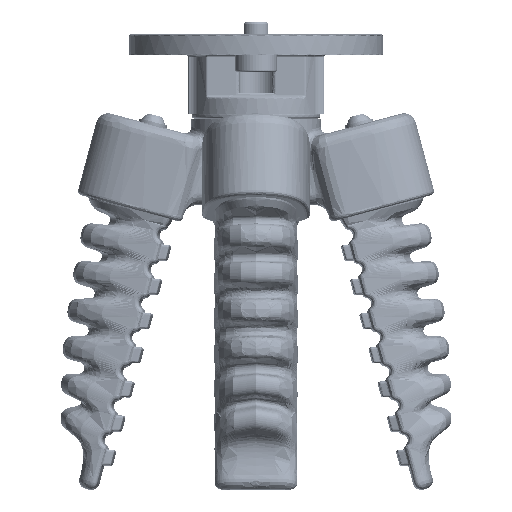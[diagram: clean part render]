
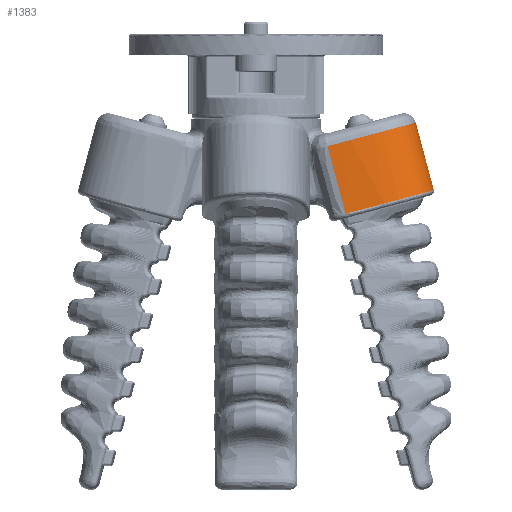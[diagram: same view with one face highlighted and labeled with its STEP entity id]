
A CAD part, front view. The second image highlights one B-rep face of the part: STEP entity #1383.
In plain terms, the highlighted free-form (B-spline) face has degree [3, 1] with [11, 2] control points.
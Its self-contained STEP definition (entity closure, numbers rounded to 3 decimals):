
#1180 = VERTEX_POINT('',#1181);
#1181 = CARTESIAN_POINT('',(31.378,8.533,
    -88.449));
#1212 = EDGE_CURVE('',#1180,#1213,#1215,.T.);
#1213 = VERTEX_POINT('',#1214);
#1214 = CARTESIAN_POINT('',(27.544,8.533,
    -74.14));
#1215 = B_SPLINE_CURVE_WITH_KNOTS('',1,(#1216,#1217),.UNSPECIFIED.,.F.,
  .F.,(2,2),(1.,17.8),.PIECEWISE_BEZIER_KNOTS.);
#1216 = CARTESIAN_POINT('',(31.378,8.533,
    -88.449));
#1217 = CARTESIAN_POINT('',(27.544,8.533,
    -74.14));
#1281 = EDGE_CURVE('',#1282,#1284,#1286,.T.);
#1282 = VERTEX_POINT('',#1283);
#1283 = CARTESIAN_POINT('',(8.831,-2.926,
    -79.154));
#1284 = VERTEX_POINT('',#1285);
#1285 = CARTESIAN_POINT('',(12.665,-2.926,
    -93.463));
#1286 = B_SPLINE_CURVE_WITH_KNOTS('',1,(#1287,#1288),.UNSPECIFIED.,.F.,
  .F.,(2,2),(23.2,40.),.PIECEWISE_BEZIER_KNOTS.);
#1287 = CARTESIAN_POINT('',(8.831,-2.926,
    -79.154));
#1288 = CARTESIAN_POINT('',(12.665,-2.926,
    -93.463));
#1383 = ADVANCED_FACE('',(#1384),#1448,.F.);
#1384 = FACE_BOUND('',#1385,.F.);
#1385 = EDGE_LOOP('',(#1386,#1417,#1418,#1447));
#1386 = ORIENTED_EDGE('',*,*,#1387,.F.);
#1387 = EDGE_CURVE('',#1284,#1180,#1388,.T.);
#1388 = B_SPLINE_CURVE_WITH_KNOTS('',3,(#1389,#1390,#1391,#1392,#1393,
    #1394,#1395,#1396,#1397,#1398,#1399,#1400,#1401,#1402,#1403,#1404,
    #1405,#1406,#1407,#1408,#1409,#1410,#1411,#1412,#1413,#1414,#1415,
    #1416),.UNSPECIFIED.,.F.,.F.,(4,2,2,2,2,2,2,2,2,2,2,2,2,4),(
    0.,0.007,0.011,
    0.014,0.016,0.018,
    0.019,0.02,0.022,
    0.023,0.023,0.025,
    0.027,0.029),.UNSPECIFIED.);
#1389 = CARTESIAN_POINT('',(12.665,-2.926,
    -93.463));
#1390 = CARTESIAN_POINT('',(14.714,-2.911,
    -92.914));
#1391 = CARTESIAN_POINT('',(16.761,-2.841,
    -92.366));
#1392 = CARTESIAN_POINT('',(19.819,-2.495,
    -91.546));
#1393 = CARTESIAN_POINT('',(20.831,-2.34,
    -91.275));
#1394 = CARTESIAN_POINT('',(22.821,-1.898,
    -90.742));
#1395 = CARTESIAN_POINT('',(23.799,-1.612,
    -90.48));
#1396 = CARTESIAN_POINT('',(25.229,-1.03,
    -90.096));
#1397 = CARTESIAN_POINT('',(25.703,-0.81,
    -89.97));
#1398 = CARTESIAN_POINT('',(26.612,-0.313,
    -89.726));
#1399 = CARTESIAN_POINT('',(27.05,-0.037,
    -89.609));
#1400 = CARTESIAN_POINT('',(27.675,0.427,
    -89.441));
#1401 = CARTESIAN_POINT('',(27.878,0.589,
    -89.387));
#1402 = CARTESIAN_POINT('',(28.274,0.932,
    -89.281));
#1403 = CARTESIAN_POINT('',(28.467,1.113,
    -89.229));
#1404 = CARTESIAN_POINT('',(29.016,1.674,
    -89.082));
#1405 = CARTESIAN_POINT('',(29.348,2.075,
    -88.993));
#1406 = CARTESIAN_POINT('',(29.792,2.719,
    -88.874));
#1407 = CARTESIAN_POINT('',(29.931,2.941,
    -88.837));
#1408 = CARTESIAN_POINT('',(30.192,3.399,
    -88.767));
#1409 = CARTESIAN_POINT('',(30.313,3.636,
    -88.734));
#1410 = CARTESIAN_POINT('',(30.649,4.36,
    -88.644));
#1411 = CARTESIAN_POINT('',(30.83,4.857,
    -88.596));
#1412 = CARTESIAN_POINT('',(31.113,5.876,-88.52));
#1413 = CARTESIAN_POINT('',(31.215,6.401,
    -88.493));
#1414 = CARTESIAN_POINT('',(31.347,7.463,
    -88.457));
#1415 = CARTESIAN_POINT('',(31.378,7.997,
    -88.449));
#1416 = CARTESIAN_POINT('',(31.378,8.533,
    -88.449));
#1417 = ORIENTED_EDGE('',*,*,#1281,.F.);
#1418 = ORIENTED_EDGE('',*,*,#1419,.F.);
#1419 = EDGE_CURVE('',#1213,#1282,#1420,.T.);
#1420 = B_SPLINE_CURVE_WITH_KNOTS('',3,(#1421,#1422,#1423,#1424,#1425,
    #1426,#1427,#1428,#1429,#1430,#1431,#1432,#1433,#1434,#1435,#1436,
    #1437,#1438,#1439,#1440,#1441,#1442,#1443,#1444,#1445,#1446),
  .UNSPECIFIED.,.F.,.F.,(4,2,2,2,2,2,2,2,2,2,2,2,4),(0.
    ,0.002,0.004,0.005,
    0.006,0.007,0.009,
    0.011,0.013,0.015,
    0.018,0.022,0.029),
  .UNSPECIFIED.);
#1421 = CARTESIAN_POINT('',(27.544,8.533,
    -74.14));
#1422 = CARTESIAN_POINT('',(27.544,7.998,
    -74.14));
#1423 = CARTESIAN_POINT('',(27.513,7.463,
    -74.149));
#1424 = CARTESIAN_POINT('',(27.381,6.4,
    -74.184));
#1425 = CARTESIAN_POINT('',(27.279,5.875,
    -74.211));
#1426 = CARTESIAN_POINT('',(26.996,4.856,
    -74.287));
#1427 = CARTESIAN_POINT('',(26.814,4.359,
    -74.336));
#1428 = CARTESIAN_POINT('',(26.479,3.634,
    -74.426));
#1429 = CARTESIAN_POINT('',(26.357,3.397,
    -74.458));
#1430 = CARTESIAN_POINT('',(26.096,2.94,
    -74.528));
#1431 = CARTESIAN_POINT('',(25.958,2.718,
    -74.565));
#1432 = CARTESIAN_POINT('',(25.514,2.075,
    -74.684));
#1433 = CARTESIAN_POINT('',(25.183,1.675,
    -74.773));
#1434 = CARTESIAN_POINT('',(24.453,0.93,
    -74.968));
#1435 = CARTESIAN_POINT('',(24.053,0.583,
    -75.076));
#1436 = CARTESIAN_POINT('',(23.218,-0.036,
    -75.299));
#1437 = CARTESIAN_POINT('',(22.781,-0.312,
    -75.417));
#1438 = CARTESIAN_POINT('',(21.872,-0.808,
    -75.66));
#1439 = CARTESIAN_POINT('',(21.398,-1.029,
    -75.787));
#1440 = CARTESIAN_POINT('',(19.966,-1.611,
    -76.171));
#1441 = CARTESIAN_POINT('',(18.987,-1.898,
    -76.433));
#1442 = CARTESIAN_POINT('',(16.997,-2.34,
    -76.966));
#1443 = CARTESIAN_POINT('',(15.986,-2.494,
    -77.237));
#1444 = CARTESIAN_POINT('',(12.928,-2.841,
    -78.057));
#1445 = CARTESIAN_POINT('',(10.881,-2.911,
    -78.605));
#1446 = CARTESIAN_POINT('',(8.831,-2.926,
    -79.154));
#1447 = ORIENTED_EDGE('',*,*,#1212,.F.);
#1448 = B_SPLINE_SURFACE_WITH_KNOTS('',3,1,(
    (#1449,#1450)
    ,(#1451,#1452)
    ,(#1453,#1454)
    ,(#1455,#1456)
    ,(#1457,#1458)
    ,(#1459,#1460)
    ,(#1461,#1462)
    ,(#1463,#1464)
    ,(#1465,#1466)
    ,(#1467,#1468)
    ,(#1469,#1470
  )),.UNSPECIFIED.,.F.,.F.,.F.,(4,1,1,1,1,1,1,1,4),(2,2),(
    0.032,0.153,0.274,0.516,
    0.637,0.758,0.879,0.94,
    1.),(0.,1.),.UNSPECIFIED.);
#1449 = CARTESIAN_POINT('',(8.831,-2.926,
    -79.154));
#1450 = CARTESIAN_POINT('',(12.665,-2.926,
    -93.463));
#1451 = CARTESIAN_POINT('',(9.916,-2.918,
    -78.864));
#1452 = CARTESIAN_POINT('',(13.75,-2.918,
    -93.172));
#1453 = CARTESIAN_POINT('',(12.105,-2.868,
    -78.277));
#1454 = CARTESIAN_POINT('',(15.939,-2.868,
    -92.586));
#1455 = CARTESIAN_POINT('',(16.323,-2.535,
    -77.147));
#1456 = CARTESIAN_POINT('',(20.157,-2.535,
    -91.456));
#1457 = CARTESIAN_POINT('',(20.246,-1.71,
    -76.096));
#1458 = CARTESIAN_POINT('',(24.08,-1.71,
    -90.405));
#1459 = CARTESIAN_POINT('',(23.672,0.13,
    -75.178));
#1460 = CARTESIAN_POINT('',(27.506,0.13,-89.487
    ));
#1461 = CARTESIAN_POINT('',(25.837,2.235,
    -74.598));
#1462 = CARTESIAN_POINT('',(29.671,2.235,
    -88.906));
#1463 = CARTESIAN_POINT('',(27.014,4.634,
    -74.282));
#1464 = CARTESIAN_POINT('',(30.848,4.634,
    -88.591));
#1465 = CARTESIAN_POINT('',(27.47,6.784,
    -74.16));
#1466 = CARTESIAN_POINT('',(31.304,6.784,
    -88.469));
#1467 = CARTESIAN_POINT('',(27.544,7.957,
    -74.14));
#1468 = CARTESIAN_POINT('',(31.378,7.957,
    -88.449));
#1469 = CARTESIAN_POINT('',(27.544,8.533,
    -74.14));
#1470 = CARTESIAN_POINT('',(31.378,8.533,
    -88.449));
